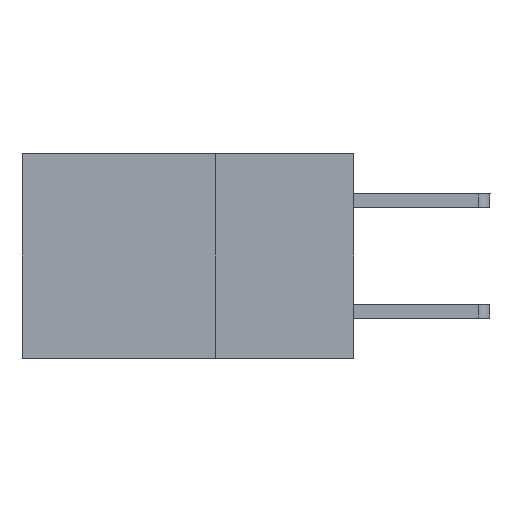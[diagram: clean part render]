
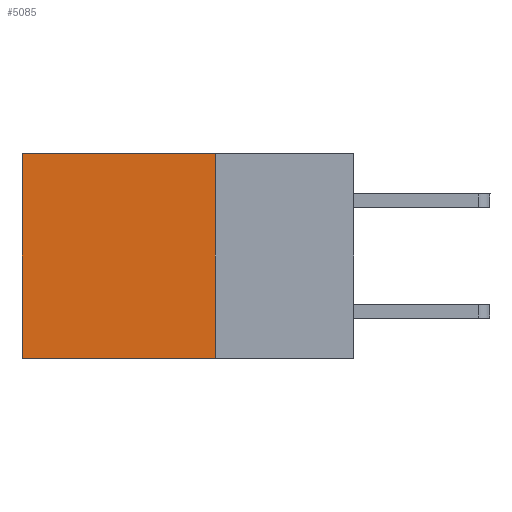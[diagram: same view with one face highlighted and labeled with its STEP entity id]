
A CAD part, left-side view. The second image highlights one B-rep face of the part: STEP entity #5085.
In plain terms, the highlighted planar face has unit normal (-1, 0, 0).
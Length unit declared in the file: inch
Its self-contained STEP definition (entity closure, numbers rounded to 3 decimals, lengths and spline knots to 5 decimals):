
#578 = VERTEX_POINT ( 'NONE', #2143 ) ;
#1049 = LINE ( 'NONE', #7924, #1318 ) ;
#1286 = CARTESIAN_POINT ( 'NONE',  ( 0.2875, 0.25, 0. ) ) ;
#1318 = VECTOR ( 'NONE', #4430, 39.37008 ) ;
#2003 = VERTEX_POINT ( 'NONE', #4987 ) ;
#2143 = CARTESIAN_POINT ( 'NONE',  ( 0.2875, 0.25, -0.37 ) ) ;
#2740 = ORIENTED_EDGE ( 'NONE', *, *, #11955, .F. ) ;
#2961 = LINE ( 'NONE', #7610, #5324 ) ;
#3728 = EDGE_LOOP ( 'NONE', ( #11937, #5742, #2740, #8461 ) ) ;
#4430 = DIRECTION ( 'NONE',  ( 0., 1., 0. ) ) ;
#4816 = VECTOR ( 'NONE', #10622, 39.37008 ) ;
#4987 = CARTESIAN_POINT ( 'NONE',  ( 0.2875, 0.6, 0. ) ) ;
#5085 = ADVANCED_FACE ( 'NONE', ( #11967 ), #9433, .F. ) ;
#5324 = VECTOR ( 'NONE', #6458, 39.37008 ) ;
#5742 = ORIENTED_EDGE ( 'NONE', *, *, #7085, .F. ) ;
#6334 = DIRECTION ( 'NONE',  ( 0., 1., 0. ) ) ;
#6458 = DIRECTION ( 'NONE',  ( 0., 0., -1. ) ) ;
#6518 = VECTOR ( 'NONE', #6334, 39.37008 ) ;
#7085 = EDGE_CURVE ( 'NONE', #578, #13534, #1049, .T. ) ;
#7610 = CARTESIAN_POINT ( 'NONE',  ( 0.2875, 0.6, 0. ) ) ;
#7630 = CARTESIAN_POINT ( 'NONE',  ( 0.2875, 0.25, 0. ) ) ;
#7924 = CARTESIAN_POINT ( 'NONE',  ( 0.2875, 0.25, -0.37 ) ) ;
#8461 = ORIENTED_EDGE ( 'NONE', *, *, #13015, .T. ) ;
#9433 = PLANE ( 'NONE',  #11552 ) ;
#10622 = DIRECTION ( 'NONE',  ( 0., 0., -1. ) ) ;
#11552 = AXIS2_PLACEMENT_3D ( 'NONE', #11665, #14241, #12783 ) ;
#11665 = CARTESIAN_POINT ( 'NONE',  ( 0.2875, 0.25, 0. ) ) ;
#11784 = LINE ( 'NONE', #1286, #4816 ) ;
#11937 = ORIENTED_EDGE ( 'NONE', *, *, #13734, .T. ) ;
#11955 = EDGE_CURVE ( 'NONE', #12074, #578, #11784, .T. ) ;
#11967 = FACE_OUTER_BOUND ( 'NONE', #3728, .T. ) ;
#12074 = VERTEX_POINT ( 'NONE', #12650 ) ;
#12650 = CARTESIAN_POINT ( 'NONE',  ( 0.2875, 0.25, 0. ) ) ;
#12783 = DIRECTION ( 'NONE',  ( 0., 0., -1. ) ) ;
#13015 = EDGE_CURVE ( 'NONE', #12074, #2003, #13233, .T. ) ;
#13210 = CARTESIAN_POINT ( 'NONE',  ( 0.2875, 0.6, -0.37 ) ) ;
#13233 = LINE ( 'NONE', #7630, #6518 ) ;
#13534 = VERTEX_POINT ( 'NONE', #13210 ) ;
#13734 = EDGE_CURVE ( 'NONE', #2003, #13534, #2961, .T. ) ;
#14241 = DIRECTION ( 'NONE',  ( 1., 0., 0. ) ) ;
